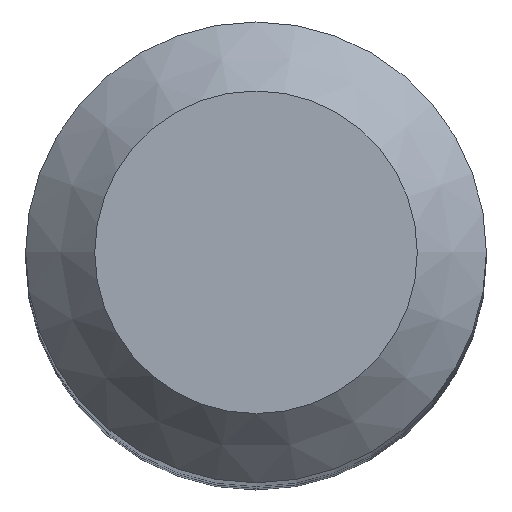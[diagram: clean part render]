
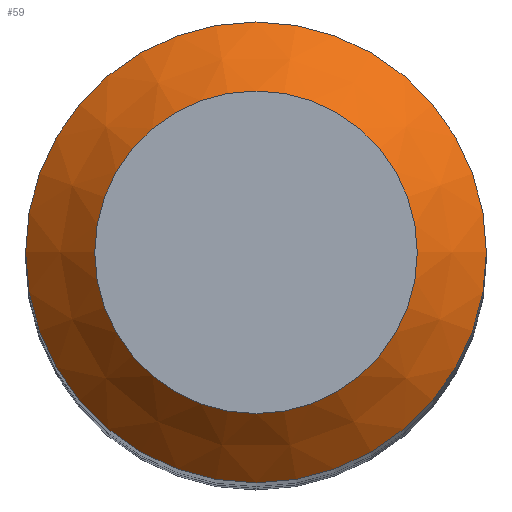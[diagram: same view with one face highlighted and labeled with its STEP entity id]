
A CAD part, top view. The second image highlights one B-rep face of the part: STEP entity #59.
In plain terms, the highlighted conical face has half-angle 45 degrees and reference radius 4 mm.
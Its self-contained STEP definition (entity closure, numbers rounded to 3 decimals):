
#59=ADVANCED_FACE('',(#82,#83),#70,.T.);
#70=CONICAL_SURFACE('',#231,4.,45.);
#82=FACE_BOUND('',#105,.T.);
#83=FACE_BOUND('',#106,.T.);
#105=EDGE_LOOP('',(#129));
#106=EDGE_LOOP('',(#130));
#129=ORIENTED_EDGE('',*,*,#163,.T.);
#130=ORIENTED_EDGE('',*,*,#164,.F.);
#150=VERTEX_POINT('',#350);
#151=VERTEX_POINT('',#353);
#163=EDGE_CURVE('',#150,#150,#175,.T.);
#164=EDGE_CURVE('',#151,#151,#176,.T.);
#175=CIRCLE('',#228,2.8);
#176=CIRCLE('',#230,4.);
#228=AXIS2_PLACEMENT_3D('',#349,#269,#270);
#230=AXIS2_PLACEMENT_3D('',#352,#273,#274);
#231=AXIS2_PLACEMENT_3D('',#354,#275,#276);
#269=DIRECTION('',(0.,0.,-1.));
#270=DIRECTION('',(1.,0.,0.));
#273=DIRECTION('',(0.,0.,-1.));
#274=DIRECTION('',(1.,0.,0.));
#275=DIRECTION('',(0.,0.,-1.));
#276=DIRECTION('',(1.,0.,0.));
#349=CARTESIAN_POINT('',(0.,0.,0.));
#350=CARTESIAN_POINT('',(2.8,0.,0.));
#352=CARTESIAN_POINT('',(0.,0.,-1.2));
#353=CARTESIAN_POINT('',(4.,0.,-1.2));
#354=CARTESIAN_POINT('',(0.,0.,-1.2));
